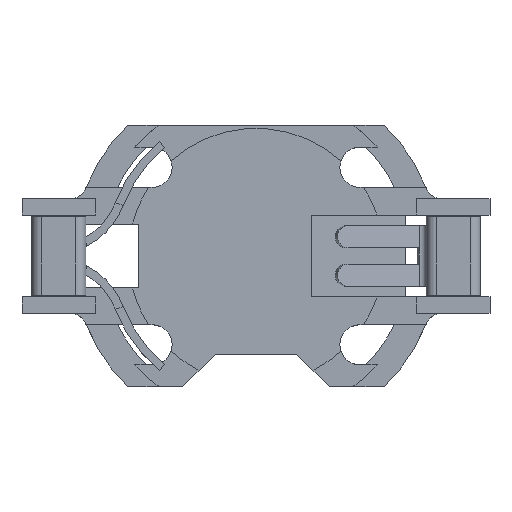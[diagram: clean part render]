
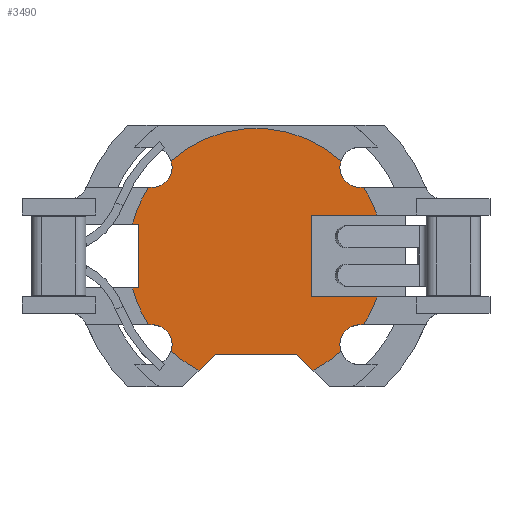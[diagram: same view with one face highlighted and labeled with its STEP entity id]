
A CAD part, top view. The second image highlights one B-rep face of the part: STEP entity #3490.
In plain terms, the highlighted planar face has unit normal (0, 0, 1).
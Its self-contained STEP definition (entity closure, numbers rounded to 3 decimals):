
#135=FACE_OUTER_BOUND('',#337,.T.);
#337=EDGE_LOOP('',(#2560,#2561,#2562,#2563,#2564,#2565,#2566,#2567,#2568,
#2569,#2570,#2571,#2572,#2573,#2574,#2575,#2576,#2577,#2578,#2579,#2580,
#2581,#2582,#2583));
#487=CIRCLE('',#3658,7.8);
#502=CIRCLE('',#3688,1.225);
#522=CIRCLE('',#3728,1.225);
#523=CIRCLE('',#3739,7.8);
#524=CIRCLE('',#3741,7.8);
#525=CIRCLE('',#3743,7.8);
#526=CIRCLE('',#3745,7.8);
#527=CIRCLE('',#3746,1.225);
#528=CIRCLE('',#3747,7.8);
#529=CIRCLE('',#3748,1.225);
#530=CIRCLE('',#3749,7.8);
#620=LINE('',#5058,#1018);
#647=LINE('',#5137,#1045);
#713=LINE('',#5315,#1111);
#732=LINE('',#5352,#1130);
#737=LINE('',#5361,#1135);
#740=LINE('',#5373,#1138);
#741=LINE('',#5375,#1139);
#742=LINE('',#5376,#1140);
#743=LINE('',#5378,#1141);
#744=LINE('',#5380,#1142);
#745=LINE('',#5384,#1143);
#746=LINE('',#5392,#1144);
#747=LINE('',#5395,#1145);
#1018=VECTOR('',#4019,1000.);
#1045=VECTOR('',#4082,1000.);
#1111=VECTOR('',#4228,1000.);
#1130=VECTOR('',#4265,1000.);
#1135=VECTOR('',#4274,1000.);
#1138=VECTOR('',#4291,1000.);
#1139=VECTOR('',#4292,1000.);
#1140=VECTOR('',#4293,1000.);
#1141=VECTOR('',#4294,1000.);
#1142=VECTOR('',#4295,1000.);
#1143=VECTOR('',#4298,1000.);
#1144=VECTOR('',#4305,1000.);
#1145=VECTOR('',#4308,1000.);
#1404=VERTEX_POINT('',#5010);
#1405=VERTEX_POINT('',#5012);
#1424=VERTEX_POINT('',#5056);
#1425=VERTEX_POINT('',#5057);
#1451=VERTEX_POINT('',#5134);
#1452=VERTEX_POINT('',#5136);
#1516=VERTEX_POINT('',#5313);
#1517=VERTEX_POINT('',#5314);
#1518=VERTEX_POINT('',#5321);
#1525=VERTEX_POINT('',#5349);
#1526=VERTEX_POINT('',#5351);
#1528=VERTEX_POINT('',#5360);
#1529=VERTEX_POINT('',#5368);
#1530=VERTEX_POINT('',#5372);
#1531=VERTEX_POINT('',#5374);
#1532=VERTEX_POINT('',#5377);
#1533=VERTEX_POINT('',#5379);
#1534=VERTEX_POINT('',#5381);
#1535=VERTEX_POINT('',#5383);
#1536=VERTEX_POINT('',#5385);
#1537=VERTEX_POINT('',#5387);
#1538=VERTEX_POINT('',#5389);
#1539=VERTEX_POINT('',#5391);
#1540=VERTEX_POINT('',#5393);
#1733=EDGE_CURVE('',#1404,#1405,#487,.T.);
#1754=EDGE_CURVE('',#1424,#1425,#620,.T.);
#1791=EDGE_CURVE('',#1451,#1452,#647,.T.);
#1793=EDGE_CURVE('',#1405,#1451,#502,.T.);
#1879=EDGE_CURVE('',#1516,#1517,#713,.T.);
#1884=EDGE_CURVE('',#1517,#1518,#522,.T.);
#1899=EDGE_CURVE('',#1526,#1525,#732,.T.);
#1904=EDGE_CURVE('',#1528,#1424,#737,.T.);
#1906=EDGE_CURVE('',#1526,#1516,#523,.T.);
#1907=EDGE_CURVE('',#1452,#1528,#524,.T.);
#1908=EDGE_CURVE('',#1518,#1529,#525,.T.);
#1910=EDGE_CURVE('',#1530,#1404,#740,.T.);
#1911=EDGE_CURVE('',#1531,#1530,#741,.T.);
#1912=EDGE_CURVE('',#1529,#1531,#742,.T.);
#1913=EDGE_CURVE('',#1525,#1532,#743,.T.);
#1914=EDGE_CURVE('',#1533,#1532,#744,.T.);
#1915=EDGE_CURVE('',#1533,#1534,#526,.T.);
#1916=EDGE_CURVE('',#1534,#1535,#745,.T.);
#1917=EDGE_CURVE('',#1535,#1536,#527,.T.);
#1918=EDGE_CURVE('',#1536,#1537,#528,.T.);
#1919=EDGE_CURVE('',#1537,#1538,#529,.T.);
#1920=EDGE_CURVE('',#1538,#1539,#746,.T.);
#1921=EDGE_CURVE('',#1539,#1540,#530,.T.);
#1922=EDGE_CURVE('',#1540,#1425,#747,.T.);
#2560=ORIENTED_EDGE('',*,*,#1910,.F.);
#2561=ORIENTED_EDGE('',*,*,#1911,.F.);
#2562=ORIENTED_EDGE('',*,*,#1912,.F.);
#2563=ORIENTED_EDGE('',*,*,#1908,.F.);
#2564=ORIENTED_EDGE('',*,*,#1884,.F.);
#2565=ORIENTED_EDGE('',*,*,#1879,.F.);
#2566=ORIENTED_EDGE('',*,*,#1906,.F.);
#2567=ORIENTED_EDGE('',*,*,#1899,.T.);
#2568=ORIENTED_EDGE('',*,*,#1913,.T.);
#2569=ORIENTED_EDGE('',*,*,#1914,.F.);
#2570=ORIENTED_EDGE('',*,*,#1915,.T.);
#2571=ORIENTED_EDGE('',*,*,#1916,.T.);
#2572=ORIENTED_EDGE('',*,*,#1917,.T.);
#2573=ORIENTED_EDGE('',*,*,#1918,.T.);
#2574=ORIENTED_EDGE('',*,*,#1919,.T.);
#2575=ORIENTED_EDGE('',*,*,#1920,.T.);
#2576=ORIENTED_EDGE('',*,*,#1921,.T.);
#2577=ORIENTED_EDGE('',*,*,#1922,.T.);
#2578=ORIENTED_EDGE('',*,*,#1754,.F.);
#2579=ORIENTED_EDGE('',*,*,#1904,.F.);
#2580=ORIENTED_EDGE('',*,*,#1907,.F.);
#2581=ORIENTED_EDGE('',*,*,#1791,.F.);
#2582=ORIENTED_EDGE('',*,*,#1793,.F.);
#2583=ORIENTED_EDGE('',*,*,#1733,.F.);
#3333=PLANE('',#3744);
#3490=ADVANCED_FACE('',(#135),#3333,.T.);
#3658=AXIS2_PLACEMENT_3D('',#5013,#3983,#3984);
#3688=AXIS2_PLACEMENT_3D('',#5140,#4086,#4087);
#3728=AXIS2_PLACEMENT_3D('',#5322,#4235,#4236);
#3739=AXIS2_PLACEMENT_3D('',#5364,#4278,#4279);
#3741=AXIS2_PLACEMENT_3D('',#5366,#4282,#4283);
#3743=AXIS2_PLACEMENT_3D('',#5369,#4286,#4287);
#3744=AXIS2_PLACEMENT_3D('',#5371,#4289,#4290);
#3745=AXIS2_PLACEMENT_3D('',#5382,#4296,#4297);
#3746=AXIS2_PLACEMENT_3D('',#5386,#4299,#4300);
#3747=AXIS2_PLACEMENT_3D('',#5388,#4301,#4302);
#3748=AXIS2_PLACEMENT_3D('',#5390,#4303,#4304);
#3749=AXIS2_PLACEMENT_3D('',#5394,#4306,#4307);
#3983=DIRECTION('center_axis',(0.,0.,-1.));
#3984=DIRECTION('ref_axis',(0.,1.,0.));
#4019=DIRECTION('',(0.,1.,0.));
#4082=DIRECTION('',(-1.,0.,0.));
#4086=DIRECTION('center_axis',(0.,0.,1.));
#4087=DIRECTION('ref_axis',(0.,1.,0.));
#4228=DIRECTION('',(-1.,0.,0.));
#4235=DIRECTION('center_axis',(0.,0.,1.));
#4236=DIRECTION('ref_axis',(0.,1.,0.));
#4265=DIRECTION('',(-1.,0.,0.));
#4274=DIRECTION('',(1.,0.,0.));
#4278=DIRECTION('center_axis',(0.,0.,-1.));
#4279=DIRECTION('ref_axis',(0.,1.,0.));
#4282=DIRECTION('center_axis',(0.,0.,-1.));
#4283=DIRECTION('ref_axis',(0.,1.,0.));
#4286=DIRECTION('center_axis',(0.,0.,-1.));
#4287=DIRECTION('ref_axis',(0.,1.,0.));
#4289=DIRECTION('center_axis',(0.,0.,1.));
#4290=DIRECTION('ref_axis',(0.,1.,0.));
#4291=DIRECTION('',(-0.707,-0.707,0.));
#4292=DIRECTION('',(-1.,0.,0.));
#4293=DIRECTION('',(-0.707,0.707,0.));
#4294=DIRECTION('',(0.,1.,0.));
#4295=DIRECTION('',(-1.,0.,0.));
#4296=DIRECTION('center_axis',(0.,0.,1.));
#4297=DIRECTION('ref_axis',(0.,-1.,0.));
#4298=DIRECTION('',(-1.,0.,0.));
#4299=DIRECTION('center_axis',(0.,0.,-1.));
#4300=DIRECTION('ref_axis',(0.,-1.,0.));
#4301=DIRECTION('center_axis',(0.,0.,1.));
#4302=DIRECTION('ref_axis',(0.,-1.,0.));
#4303=DIRECTION('center_axis',(0.,0.,-1.));
#4304=DIRECTION('ref_axis',(0.,-1.,0.));
#4305=DIRECTION('',(-1.,0.,0.));
#4306=DIRECTION('center_axis',(0.,0.,1.));
#4307=DIRECTION('ref_axis',(0.,-1.,0.));
#4308=DIRECTION('',(1.,0.,0.));
#5010=CARTESIAN_POINT('',(-3.48,-6.98,1.2));
#5012=CARTESIAN_POINT('',(-5.191,-5.822,1.2));
#5013=CARTESIAN_POINT('Origin',(0.,0.,1.2));
#5056=CARTESIAN_POINT('',(-7.208,-1.95,1.2));
#5057=CARTESIAN_POINT('',(-7.208,1.95,1.2));
#5058=CARTESIAN_POINT('',(-7.208,0.,1.2));
#5134=CARTESIAN_POINT('',(-6.35,-4.2,1.2));
#5136=CARTESIAN_POINT('',(-6.573,-4.2,1.2));
#5137=CARTESIAN_POINT('',(-9.02,-4.2,1.2));
#5140=CARTESIAN_POINT('Origin',(-6.35,-5.425,1.2));
#5313=CARTESIAN_POINT('',(6.573,-4.2,1.2));
#5314=CARTESIAN_POINT('',(6.35,-4.2,1.2));
#5315=CARTESIAN_POINT('',(9.02,-4.2,1.2));
#5321=CARTESIAN_POINT('',(5.191,-5.822,1.2));
#5322=CARTESIAN_POINT('Origin',(6.35,-5.425,1.2));
#5349=CARTESIAN_POINT('',(3.408,-2.5,1.2));
#5351=CARTESIAN_POINT('',(7.389,-2.5,1.2));
#5352=CARTESIAN_POINT('',(0.,-2.5,1.2));
#5360=CARTESIAN_POINT('',(-7.552,-1.95,1.2));
#5361=CARTESIAN_POINT('',(-10.908,-1.95,1.2));
#5364=CARTESIAN_POINT('Origin',(0.,0.,1.2));
#5366=CARTESIAN_POINT('Origin',(0.,0.,1.2));
#5368=CARTESIAN_POINT('',(3.48,-6.98,1.2));
#5369=CARTESIAN_POINT('Origin',(0.,0.,1.2));
#5371=CARTESIAN_POINT('Origin',(0.,0.,1.2));
#5372=CARTESIAN_POINT('',(-2.5,-6.,1.2));
#5373=CARTESIAN_POINT('',(1.75,-1.75,1.2));
#5374=CARTESIAN_POINT('',(2.5,-6.,1.2));
#5375=CARTESIAN_POINT('',(0.,-6.,1.2));
#5376=CARTESIAN_POINT('',(-1.75,-1.75,1.2));
#5377=CARTESIAN_POINT('',(3.408,2.5,1.2));
#5378=CARTESIAN_POINT('',(3.408,0.,1.2));
#5379=CARTESIAN_POINT('',(7.389,2.5,1.2));
#5380=CARTESIAN_POINT('',(0.,2.5,1.2));
#5381=CARTESIAN_POINT('',(6.573,4.2,1.2));
#5382=CARTESIAN_POINT('Origin',(0.,0.,1.2));
#5383=CARTESIAN_POINT('',(6.35,4.2,1.2));
#5384=CARTESIAN_POINT('',(9.02,4.2,1.2));
#5385=CARTESIAN_POINT('',(5.191,5.822,1.2));
#5386=CARTESIAN_POINT('Origin',(6.35,5.425,1.2));
#5387=CARTESIAN_POINT('',(-5.191,5.822,1.2));
#5388=CARTESIAN_POINT('Origin',(0.,0.,1.2));
#5389=CARTESIAN_POINT('',(-6.35,4.2,1.2));
#5390=CARTESIAN_POINT('Origin',(-6.35,5.425,1.2));
#5391=CARTESIAN_POINT('',(-6.573,4.2,1.2));
#5392=CARTESIAN_POINT('',(-9.02,4.2,1.2));
#5393=CARTESIAN_POINT('',(-7.552,1.95,1.2));
#5394=CARTESIAN_POINT('Origin',(0.,0.,1.2));
#5395=CARTESIAN_POINT('',(-10.908,1.95,1.2));
